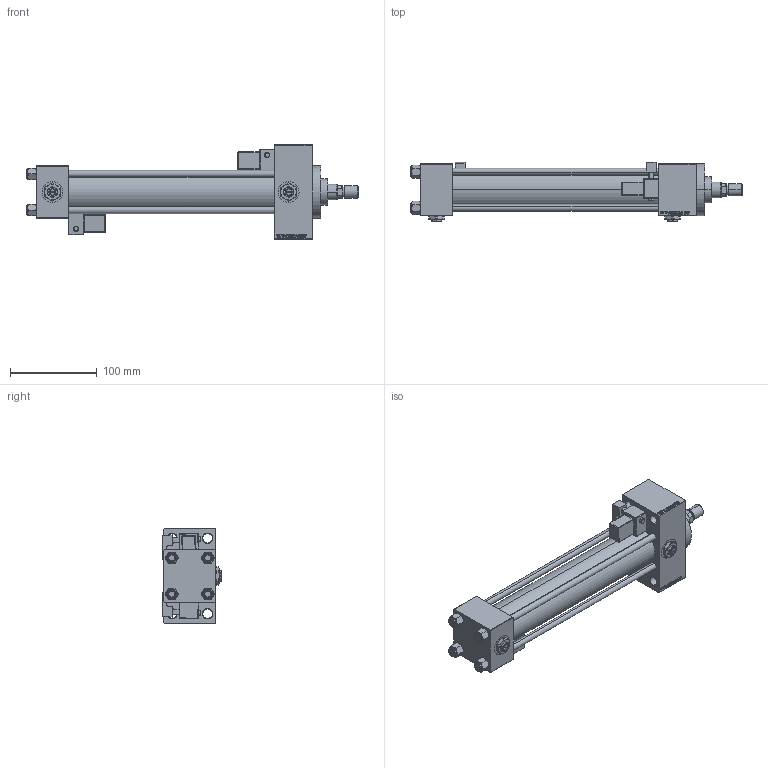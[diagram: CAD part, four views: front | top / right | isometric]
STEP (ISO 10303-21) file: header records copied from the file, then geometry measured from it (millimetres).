
FILE_DESCRIPTION (( 'STEP AP203' ), '1' );
FILE_NAME ('400a.STEP', '2022-04-15T22:18:39', ( '' ), ( '' ), 'SwSTEP 2.0', 'SolidWorks 2019', '' );
FILE_SCHEMA (( 'CONFIG_CONTROL_DESIGN' ));
Length unit declared in the file: millimetre
Products named in the file (9): V215CR_VCP_D 6f2d3cfb5d3484d6358caa461f8cf72a; V215CR_D_TYCINKA 6f2d3cfb5d3484d6358caa461f8cf72a; V215_VC_A 6f2d3cfb5d3484d6358caa461f8cf72a; V215CR_MSU 6f2d3cfb5d3484d6358caa461f8cf72a; ROD_END_AH 6f2d3cfb5d3484d6358caa461f8cf72a; V215CR_D_Body 6f2d3cfb5d3484d6358caa461f8cf72a; Zatka_pro_OIL_PORT 6f2d3cfb5d3484d6358caa461f8cf72a; NUT_M5_D 6f2d3cfb5d3484d6358caa461f8cf72a; 400a
Assembly tree (16 placements, depth 2):
  400a
    V215CR_D_Body 6f2d3cfb5d3484d6358caa461f8cf72a
    V215CR_VCP_D 6f2d3cfb5d3484d6358caa461f8cf72a
    NUT_M5_D 6f2d3cfb5d3484d6358caa461f8cf72a  x4
    V215CR_D_TYCINKA 6f2d3cfb5d3484d6358caa461f8cf72a  x4
    V215_VC_A 6f2d3cfb5d3484d6358caa461f8cf72a
    ROD_END_AH 6f2d3cfb5d3484d6358caa461f8cf72a
    V215CR_MSU 6f2d3cfb5d3484d6358caa461f8cf72a  x2
    Zatka_pro_OIL_PORT 6f2d3cfb5d3484d6358caa461f8cf72a  x2
Bounding box: 383 x 68.9 x 109 mm (x, y, z)
Volume: 713832.1 mm3; surface area: 213991.8 mm2
Topology: 16 solids, 16 shells, 1382 faces, 3388 edges, 2141 vertices
Faces by surface type: plane 610, bspline 368, cone 190, cylinder 168, sphere 24, torus 22
Entity records: 52172 total; most frequent: CARTESIAN_POINT 26127, ORIENTED_EDGE 5694, DIRECTION 3969, EDGE_CURVE 2847, VERTEX_POINT 1843, LINE 1667, VECTOR 1667, EDGE_LOOP 1288
